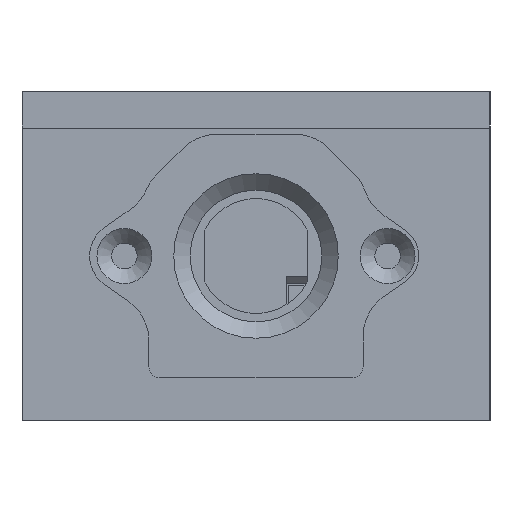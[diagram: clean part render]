
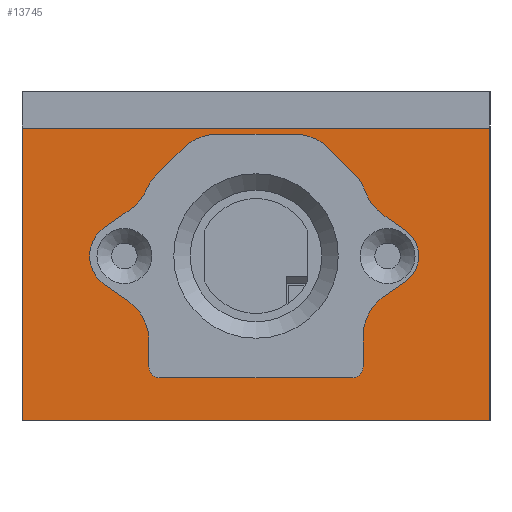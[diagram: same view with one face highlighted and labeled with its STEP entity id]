
A CAD part, left-side view. The second image highlights one B-rep face of the part: STEP entity #13745.
In plain terms, the highlighted planar face has unit normal (-1, 0, 0).
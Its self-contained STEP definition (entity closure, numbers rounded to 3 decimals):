
#690=FACE_BOUND('',#2242,.T.);
#691=FACE_BOUND('',#2243,.T.);
#692=FACE_BOUND('',#2244,.T.);
#787=CIRCLE('',#14426,2.35);
#789=CIRCLE('',#14435,2.35);
#1441=FACE_OUTER_BOUND('',#2241,.T.);
#2241=EDGE_LOOP('',(#10920,#10921,#10922,#10923));
#2242=EDGE_LOOP('',(#10924));
#2243=EDGE_LOOP('',(#10925,#10926,#10927,#10928,#10929,#10930));
#2244=EDGE_LOOP('',(#10931));
#2761=LINE('',#18455,#4174);
#3247=LINE('',#21796,#4660);
#3394=LINE('',#22136,#4807);
#3397=LINE('',#22142,#4810);
#3400=LINE('',#22148,#4813);
#3403=LINE('',#22154,#4816);
#3406=LINE('',#22160,#4819);
#3409=LINE('',#22164,#4822);
#3426=LINE('',#22289,#4839);
#3427=LINE('',#22291,#4840);
#4174=VECTOR('',#15183,10.);
#4660=VECTOR('',#16011,10.);
#4807=VECTOR('',#16288,10.);
#4810=VECTOR('',#16293,10.);
#4813=VECTOR('',#16298,10.);
#4816=VECTOR('',#16303,10.);
#4819=VECTOR('',#16308,10.);
#4822=VECTOR('',#16313,10.);
#4839=VECTOR('',#16500,10.);
#4840=VECTOR('',#16503,10.);
#5582=VERTEX_POINT('',#18452);
#5583=VERTEX_POINT('',#18454);
#6061=VERTEX_POINT('',#21795);
#6160=VERTEX_POINT('',#22124);
#6164=VERTEX_POINT('',#22133);
#6165=VERTEX_POINT('',#22135);
#6167=VERTEX_POINT('',#22141);
#6169=VERTEX_POINT('',#22147);
#6171=VERTEX_POINT('',#22153);
#6173=VERTEX_POINT('',#22159);
#6174=VERTEX_POINT('',#22166);
#6190=VERTEX_POINT('',#22287);
#6924=EDGE_CURVE('',#5582,#5583,#2761,.T.);
#7654=EDGE_CURVE('',#6061,#5583,#3247,.T.);
#7809=EDGE_CURVE('',#6160,#6160,#787,.T.);
#7814=EDGE_CURVE('',#6165,#6164,#3394,.T.);
#7817=EDGE_CURVE('',#6167,#6165,#3397,.T.);
#7820=EDGE_CURVE('',#6169,#6167,#3400,.T.);
#7823=EDGE_CURVE('',#6171,#6169,#3403,.T.);
#7826=EDGE_CURVE('',#6173,#6171,#3406,.T.);
#7829=EDGE_CURVE('',#6164,#6173,#3409,.T.);
#7830=EDGE_CURVE('',#6174,#6174,#789,.T.);
#7880=EDGE_CURVE('',#6190,#5582,#3426,.T.);
#7881=EDGE_CURVE('',#6061,#6190,#3427,.T.);
#10920=ORIENTED_EDGE('',*,*,#7880,.F.);
#10921=ORIENTED_EDGE('',*,*,#7881,.F.);
#10922=ORIENTED_EDGE('',*,*,#7654,.T.);
#10923=ORIENTED_EDGE('',*,*,#6924,.F.);
#10924=ORIENTED_EDGE('',*,*,#7809,.T.);
#10925=ORIENTED_EDGE('',*,*,#7823,.T.);
#10926=ORIENTED_EDGE('',*,*,#7820,.T.);
#10927=ORIENTED_EDGE('',*,*,#7817,.T.);
#10928=ORIENTED_EDGE('',*,*,#7814,.T.);
#10929=ORIENTED_EDGE('',*,*,#7829,.T.);
#10930=ORIENTED_EDGE('',*,*,#7826,.T.);
#10931=ORIENTED_EDGE('',*,*,#7830,.T.);
#13121=PLANE('',#14519);
#13745=ADVANCED_FACE('',(#1441,#690,#691,#692),#13121,.T.);
#14426=AXIS2_PLACEMENT_3D('',#22125,#16279,#16280);
#14435=AXIS2_PLACEMENT_3D('',#22167,#16316,#16317);
#14519=AXIS2_PLACEMENT_3D('',#22290,#16501,#16502);
#15183=DIRECTION('',(0.,-1.,0.));
#16011=DIRECTION('',(0.,0.,1.));
#16279=DIRECTION('center_axis',(1.,0.,0.));
#16280=DIRECTION('ref_axis',(0.,-1.,0.));
#16288=DIRECTION('',(0.,0.,-1.));
#16293=DIRECTION('',(0.,-0.707,-0.707));
#16298=DIRECTION('',(0.,-1.,0.));
#16303=DIRECTION('',(0.,-0.707,0.707));
#16308=DIRECTION('',(0.,0.,1.));
#16313=DIRECTION('',(0.,1.,0.));
#16316=DIRECTION('center_axis',(1.,0.,0.));
#16317=DIRECTION('ref_axis',(0.,-1.,0.));
#16500=DIRECTION('',(0.,0.,1.));
#16501=DIRECTION('center_axis',(-1.,0.,0.));
#16502=DIRECTION('ref_axis',(0.,1.,0.));
#16503=DIRECTION('',(0.,1.,0.));
#18452=CARTESIAN_POINT('',(-229.,32.,35.));
#18454=CARTESIAN_POINT('',(-229.,-32.,35.));
#18455=CARTESIAN_POINT('',(-229.,32.,35.));
#21795=CARTESIAN_POINT('',(-229.,-32.,-5.));
#21796=CARTESIAN_POINT('',(-229.,-32.,0.));
#22124=CARTESIAN_POINT('',(-229.,20.35,17.5));
#22125=CARTESIAN_POINT('Origin',(-229.,18.,17.5));
#22133=CARTESIAN_POINT('',(-229.,-13.65,1.85));
#22135=CARTESIAN_POINT('',(-229.,-13.65,27.15));
#22136=CARTESIAN_POINT('',(-229.,-13.65,13.575));
#22141=CARTESIAN_POINT('',(-229.,-7.65,33.15));
#22142=CARTESIAN_POINT('',(-229.,-22.025,18.775));
#22147=CARTESIAN_POINT('',(-229.,7.65,33.15));
#22148=CARTESIAN_POINT('',(-229.,-12.175,33.15));
#22153=CARTESIAN_POINT('',(-229.,13.65,27.15));
#22154=CARTESIAN_POINT('',(-229.,9.025,31.775));
#22159=CARTESIAN_POINT('',(-229.,13.65,1.85));
#22160=CARTESIAN_POINT('',(-229.,13.65,0.925));
#22164=CARTESIAN_POINT('',(-229.,-22.825,1.85));
#22166=CARTESIAN_POINT('',(-229.,-15.65,17.5));
#22167=CARTESIAN_POINT('Origin',(-229.,-18.,17.5));
#22287=CARTESIAN_POINT('',(-229.,32.,-5.));
#22289=CARTESIAN_POINT('',(-229.,32.,0.));
#22290=CARTESIAN_POINT('Origin',(-229.,-32.,0.));
#22291=CARTESIAN_POINT('',(-229.,32.,-5.));
